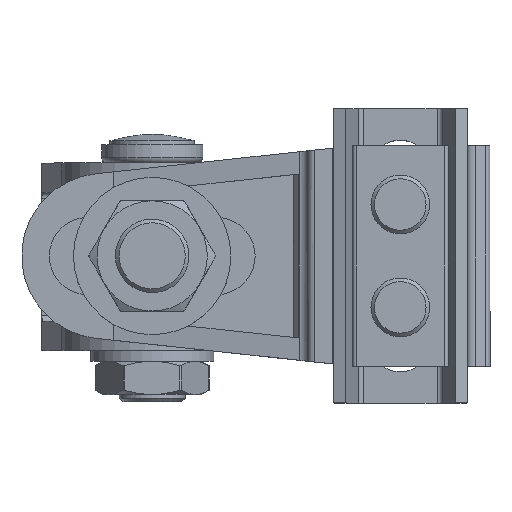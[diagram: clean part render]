
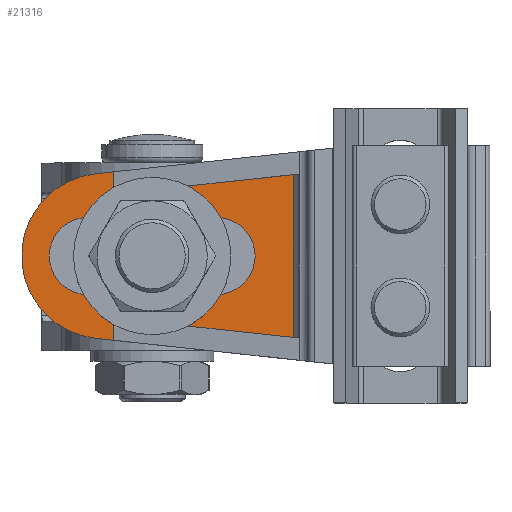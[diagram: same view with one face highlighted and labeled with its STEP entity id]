
A CAD part, top view. The second image highlights one B-rep face of the part: STEP entity #21316.
In plain terms, the highlighted face is planar.
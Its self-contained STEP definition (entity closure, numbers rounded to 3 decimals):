
#469 = VERTEX_POINT ( 'NONE', #21663 ) ;
#1163 = DIRECTION ( 'NONE',  ( 0.994, -0.107, 0. ) ) ;
#1293 = ORIENTED_EDGE ( 'NONE', *, *, #3626, .T. ) ;
#1349 = DIRECTION ( 'NONE',  ( -1., 0., 0. ) ) ;
#1916 = VERTEX_POINT ( 'NONE', #11739 ) ;
#2027 = VERTEX_POINT ( 'NONE', #11669 ) ;
#2041 = CARTESIAN_POINT ( 'NONE',  ( 39., 30., -2. ) ) ;
#2131 = EDGE_CURVE ( 'NONE', #3473, #20968, #11358, .T. ) ;
#2186 = LINE ( 'NONE', #11266, #2457 ) ;
#2457 = VECTOR ( 'NONE', #14729, 1000. ) ;
#2773 = ORIENTED_EDGE ( 'NONE', *, *, #13432, .T. ) ;
#3473 = VERTEX_POINT ( 'NONE', #15173 ) ;
#3485 = CARTESIAN_POINT ( 'NONE',  ( 39., 10.5, -2. ) ) ;
#3626 = EDGE_CURVE ( 'NONE', #1916, #2027, #6547, .T. ) ;
#3645 = EDGE_LOOP ( 'NONE', ( #19938, #1293, #5392, #13077, #2773, #14046, #18176, #8975 ) ) ;
#3819 = DIRECTION ( 'NONE',  ( 0., 0., 1. ) ) ;
#3874 = VERTEX_POINT ( 'NONE', #6312 ) ;
#3900 = CARTESIAN_POINT ( 'NONE',  ( 39., -16.866, -2. ) ) ;
#4427 = CARTESIAN_POINT ( 'NONE',  ( 43.916, -22.37, -2. ) ) ;
#4468 = DIRECTION ( 'NONE',  ( 1., 0., 0. ) ) ;
#4477 = EDGE_LOOP ( 'NONE', ( #16512, #10387, #15461, #8525 ) ) ;
#4751 = FACE_OUTER_BOUND ( 'NONE', #3645, .T. ) ;
#4991 = DIRECTION ( 'NONE',  ( 0., -1., 0. ) ) ;
#5021 = CIRCLE ( 'NONE', #8629, 10.5 ) ;
#5186 = DIRECTION ( 'NONE',  ( 1., 0., 0. ) ) ;
#5392 = ORIENTED_EDGE ( 'NONE', *, *, #19246, .T. ) ;
#5721 = CARTESIAN_POINT ( 'NONE',  ( -9.86, 30., -2. ) ) ;
#6039 = CARTESIAN_POINT ( 'NONE',  ( 11., -10.5, -2. ) ) ;
#6124 = CARTESIAN_POINT ( 'NONE',  ( 38.242, 22.983, -2. ) ) ;
#6171 = LINE ( 'NONE', #19862, #19131 ) ;
#6220 = EDGE_CURVE ( 'NONE', #18940, #18023, #12076, .T. ) ;
#6312 = CARTESIAN_POINT ( 'NONE',  ( 39., 22.901, -2. ) ) ;
#6547 = LINE ( 'NONE', #5721, #9454 ) ;
#6815 = VECTOR ( 'NONE', #17198, 1000. ) ;
#7090 = LINE ( 'NONE', #12100, #6815 ) ;
#8168 = CARTESIAN_POINT ( 'NONE',  ( 46., -10.5, -2. ) ) ;
#8378 = VERTEX_POINT ( 'NONE', #8168 ) ;
#8525 = ORIENTED_EDGE ( 'NONE', *, *, #21391, .T. ) ;
#8549 = CARTESIAN_POINT ( 'NONE',  ( 41.5, 0., -2. ) ) ;
#8619 = PLANE ( 'NONE',  #15004 ) ;
#8629 = AXIS2_PLACEMENT_3D ( 'NONE', #17061, #12179, #10395 ) ;
#8637 = VECTOR ( 'NONE', #1163, 1000. ) ;
#8975 = ORIENTED_EDGE ( 'NONE', *, *, #12895, .F. ) ;
#9454 = VECTOR ( 'NONE', #21242, 1000. ) ;
#9532 = FACE_BOUND ( 'NONE', #4477, .T. ) ;
#9702 = VERTEX_POINT ( 'NONE', #3900 ) ;
#9980 = DIRECTION ( 'NONE',  ( 0., 0., 1. ) ) ;
#10387 = ORIENTED_EDGE ( 'NONE', *, *, #6220, .T. ) ;
#10395 = DIRECTION ( 'NONE',  ( 1., 0., 0. ) ) ;
#10419 = VECTOR ( 'NONE', #5186, 1000. ) ;
#10651 = AXIS2_PLACEMENT_3D ( 'NONE', #8549, #20392, #14251 ) ;
#11197 = LINE ( 'NONE', #16365, #14086 ) ;
#11266 = CARTESIAN_POINT ( 'NONE',  ( 2.251, -20.836, -2. ) ) ;
#11358 = CIRCLE ( 'NONE', #10651, 22.5 ) ;
#11657 = VERTEX_POINT ( 'NONE', #18103 ) ;
#11669 = CARTESIAN_POINT ( 'NONE',  ( -9.86, 22.144, -2. ) ) ;
#11739 = CARTESIAN_POINT ( 'NONE',  ( -9.86, -22.144, -2. ) ) ;
#11747 = EDGE_CURVE ( 'NONE', #20968, #469, #7090, .T. ) ;
#11966 = AXIS2_PLACEMENT_3D ( 'NONE', #20128, #9980, #1349 ) ;
#11977 = VERTEX_POINT ( 'NONE', #17125 ) ;
#12076 = CIRCLE ( 'NONE', #11966, 10.5 ) ;
#12100 = CARTESIAN_POINT ( 'NONE',  ( 44.648, -22.291, -2. ) ) ;
#12179 = DIRECTION ( 'NONE',  ( 0., 0., 1. ) ) ;
#12895 = EDGE_CURVE ( 'NONE', #9702, #469, #16852, .T. ) ;
#13077 = ORIENTED_EDGE ( 'NONE', *, *, #18559, .F. ) ;
#13432 = EDGE_CURVE ( 'NONE', #3874, #3473, #14465, .T. ) ;
#13493 = CARTESIAN_POINT ( 'NONE',  ( 39., 30., -2. ) ) ;
#13750 = CARTESIAN_POINT ( 'NONE',  ( 11., 10.5, -2. ) ) ;
#14046 = ORIENTED_EDGE ( 'NONE', *, *, #2131, .T. ) ;
#14068 = VECTOR ( 'NONE', #16118, 1000. ) ;
#14086 = VECTOR ( 'NONE', #21399, 1000. ) ;
#14251 = DIRECTION ( 'NONE',  ( 1., 0., 0. ) ) ;
#14411 = CARTESIAN_POINT ( 'NONE',  ( 2.251, 20.836, -2. ) ) ;
#14465 = LINE ( 'NONE', #6124, #8637 ) ;
#14729 = DIRECTION ( 'NONE',  ( 0.994, 0.107, 0. ) ) ;
#14908 = LINE ( 'NONE', #3485, #10419 ) ;
#15004 = AXIS2_PLACEMENT_3D ( 'NONE', #2041, #3819, #18769 ) ;
#15173 = CARTESIAN_POINT ( 'NONE',  ( 43.916, 22.37, -2. ) ) ;
#15461 = ORIENTED_EDGE ( 'NONE', *, *, #17170, .T. ) ;
#15953 = EDGE_CURVE ( 'NONE', #18940, #11657, #14908, .T. ) ;
#16118 = DIRECTION ( 'NONE',  ( 0.994, -0.107, 0. ) ) ;
#16365 = CARTESIAN_POINT ( 'NONE',  ( 39., 30., -2. ) ) ;
#16512 = ORIENTED_EDGE ( 'NONE', *, *, #15953, .F. ) ;
#16852 = LINE ( 'NONE', #13493, #18210 ) ;
#17061 = CARTESIAN_POINT ( 'NONE',  ( 46., 0., -2. ) ) ;
#17125 = CARTESIAN_POINT ( 'NONE',  ( 39., 16.866, -2. ) ) ;
#17170 = EDGE_CURVE ( 'NONE', #18023, #8378, #6171, .T. ) ;
#17198 = DIRECTION ( 'NONE',  ( -0.994, -0.107, 0. ) ) ;
#18023 = VERTEX_POINT ( 'NONE', #6039 ) ;
#18103 = CARTESIAN_POINT ( 'NONE',  ( 46., 10.5, -2. ) ) ;
#18176 = ORIENTED_EDGE ( 'NONE', *, *, #11747, .T. ) ;
#18210 = VECTOR ( 'NONE', #4991, 1000. ) ;
#18559 = EDGE_CURVE ( 'NONE', #3874, #11977, #11197, .T. ) ;
#18564 = EDGE_CURVE ( 'NONE', #1916, #9702, #2186, .T. ) ;
#18769 = DIRECTION ( 'NONE',  ( 1., 0., 0. ) ) ;
#18940 = VERTEX_POINT ( 'NONE', #13750 ) ;
#19131 = VECTOR ( 'NONE', #4468, 1000. ) ;
#19246 = EDGE_CURVE ( 'NONE', #2027, #11977, #19641, .T. ) ;
#19641 = LINE ( 'NONE', #14411, #14068 ) ;
#19862 = CARTESIAN_POINT ( 'NONE',  ( 39., -10.5, -2. ) ) ;
#19938 = ORIENTED_EDGE ( 'NONE', *, *, #18564, .F. ) ;
#20128 = CARTESIAN_POINT ( 'NONE',  ( 11., 0., -2. ) ) ;
#20392 = DIRECTION ( 'NONE',  ( 0., 0., -1. ) ) ;
#20968 = VERTEX_POINT ( 'NONE', #4427 ) ;
#21242 = DIRECTION ( 'NONE',  ( 0., 1., 0. ) ) ;
#21316 = ADVANCED_FACE ( 'NONE', ( #4751, #9532 ), #8619, .F. ) ;
#21391 = EDGE_CURVE ( 'NONE', #8378, #11657, #5021, .T. ) ;
#21399 = DIRECTION ( 'NONE',  ( 0., -1., 0. ) ) ;
#21663 = CARTESIAN_POINT ( 'NONE',  ( 39., -22.901, -2. ) ) ;
